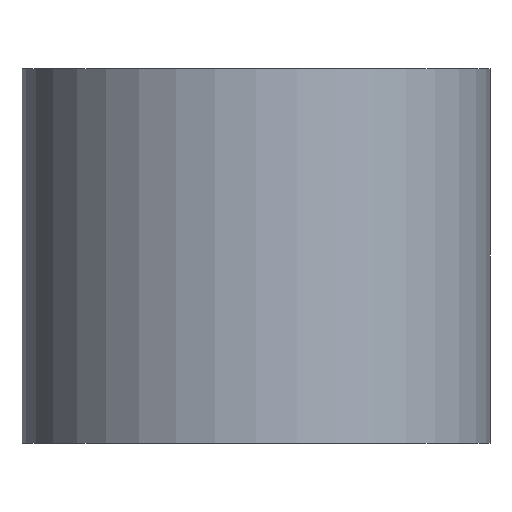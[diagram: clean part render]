
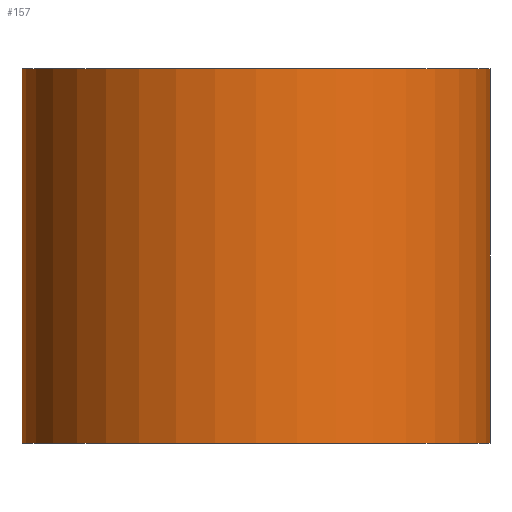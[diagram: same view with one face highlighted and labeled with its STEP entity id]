
A CAD part, front view. The second image highlights one B-rep face of the part: STEP entity #157.
In plain terms, the highlighted cylindrical face has radius 7.938 mm (diameter 15.875 mm), a partial arc.
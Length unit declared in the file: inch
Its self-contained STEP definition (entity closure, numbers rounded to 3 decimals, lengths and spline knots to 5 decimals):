
#3 = CARTESIAN_POINT ( 'NONE',  ( 0., 0., -0.25 ) ) ;
#10 = VERTEX_POINT ( 'NONE', #89 ) ;
#24 = CARTESIAN_POINT ( 'NONE',  ( -0.3125, 0., 0.25 ) ) ;
#26 = DIRECTION ( 'NONE',  ( 0., 0., 1. ) ) ;
#32 = DIRECTION ( 'NONE',  ( 0., 0., -1. ) ) ;
#47 = EDGE_CURVE ( 'NONE', #10, #255, #155, .T. ) ;
#56 = ORIENTED_EDGE ( 'NONE', *, *, #105, .T. ) ;
#67 = EDGE_LOOP ( 'NONE', ( #304, #310, #106, #56 ) ) ;
#72 = DIRECTION ( 'NONE',  ( 1., 0., 0. ) ) ;
#75 = CARTESIAN_POINT ( 'NONE',  ( 0.3125, 0., -0.25 ) ) ;
#84 = CARTESIAN_POINT ( 'NONE',  ( 0.3125, 0., 0.25 ) ) ;
#89 = CARTESIAN_POINT ( 'NONE',  ( -0.3125, 0., 0.25 ) ) ;
#90 = CIRCLE ( 'NONE', #175, 0.3125 ) ;
#100 = DIRECTION ( 'NONE',  ( 0., 0., -1. ) ) ;
#105 = EDGE_CURVE ( 'NONE', #255, #340, #90, .T. ) ;
#106 = ORIENTED_EDGE ( 'NONE', *, *, #47, .T. ) ;
#128 = FACE_OUTER_BOUND ( 'NONE', #67, .T. ) ;
#133 = EDGE_CURVE ( 'NONE', #224, #340, #269, .T. ) ;
#155 = LINE ( 'NONE', #24, #261 ) ;
#157 = ADVANCED_FACE ( 'NONE', ( #128 ), #207, .T. ) ;
#175 = AXIS2_PLACEMENT_3D ( 'NONE', #3, #26, #72 ) ;
#181 = DIRECTION ( 'NONE',  ( 1., 0., 0. ) ) ;
#204 = AXIS2_PLACEMENT_3D ( 'NONE', #300, #32, #280 ) ;
#207 = CYLINDRICAL_SURFACE ( 'NONE', #204, 0.3125 ) ;
#210 = CARTESIAN_POINT ( 'NONE',  ( 0., 0., 0.25 ) ) ;
#224 = VERTEX_POINT ( 'NONE', #84 ) ;
#241 = DIRECTION ( 'NONE',  ( 0., 0., -1. ) ) ;
#255 = VERTEX_POINT ( 'NONE', #325 ) ;
#261 = VECTOR ( 'NONE', #241, 39.37008 ) ;
#269 = LINE ( 'NONE', #323, #349 ) ;
#280 = DIRECTION ( 'NONE',  ( -1., 0., 0. ) ) ;
#292 = CIRCLE ( 'NONE', #343, 0.3125 ) ;
#300 = CARTESIAN_POINT ( 'NONE',  ( 0., 0., 0.25 ) ) ;
#304 = ORIENTED_EDGE ( 'NONE', *, *, #133, .F. ) ;
#310 = ORIENTED_EDGE ( 'NONE', *, *, #350, .F. ) ;
#317 = DIRECTION ( 'NONE',  ( 0., 0., 1. ) ) ;
#323 = CARTESIAN_POINT ( 'NONE',  ( 0.3125, 0., 0.25 ) ) ;
#325 = CARTESIAN_POINT ( 'NONE',  ( -0.3125, 0., -0.25 ) ) ;
#340 = VERTEX_POINT ( 'NONE', #75 ) ;
#343 = AXIS2_PLACEMENT_3D ( 'NONE', #210, #317, #181 ) ;
#349 = VECTOR ( 'NONE', #100, 39.37008 ) ;
#350 = EDGE_CURVE ( 'NONE', #10, #224, #292, .T. ) ;
